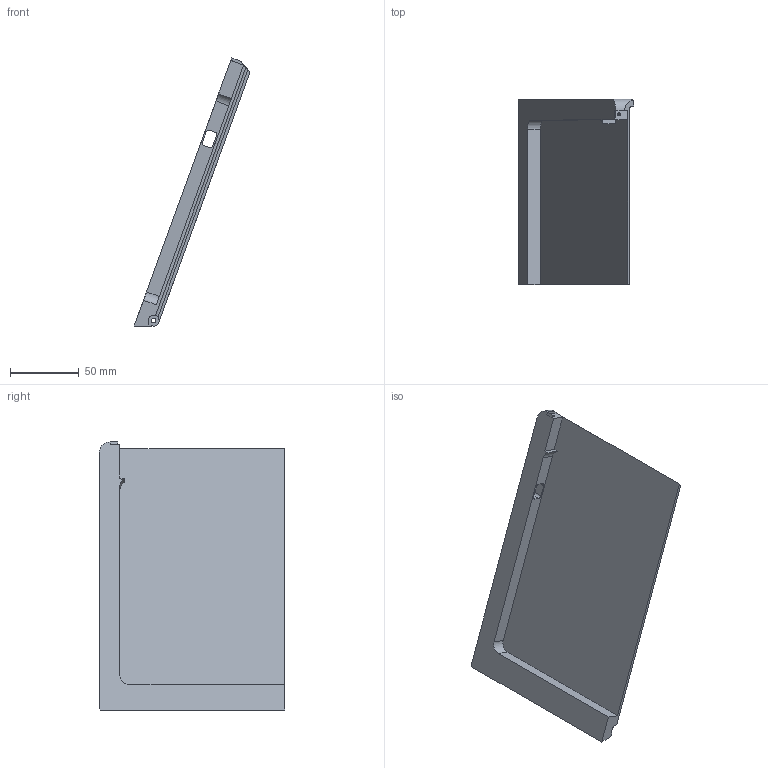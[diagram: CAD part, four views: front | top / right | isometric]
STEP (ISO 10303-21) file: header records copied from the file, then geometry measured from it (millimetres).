
FILE_DESCRIPTION(/* description */ (''),/* implementation_level */ '2;1');
FILE_NAME(/* name */ 'back12.step',/* time_stamp */ '2020-12-18T16:22:24+06:00',/* author */ (''),/* organization */ (''),/* preprocessor_version */ 'ST-DEVELOPER v18.1',/* originating_system */ 'Autodesk Translation Framework v9.7.1.1290',/* authorisation */ '');
FILE_SCHEMA (('AUTOMOTIVE_DESIGN { 1 0 10303 214 3 1 1 }'));
Length unit declared in the file: millimetre
Products named in the file (1): back12
Bounding box: 84.39 x 135 x 195.47 mm (x, y, z)
Volume: 107628.3 mm3; surface area: 65702.6 mm2
Topology: 1 solids, 1 shells, 91 faces, 261 edges, 173 vertices
Faces by surface type: cylinder 54, plane 33, bspline 2, cone 2
Full cylindrical faces by diameter (mm): 1.623 x9, 2.074 x5, 3.4 x1
Entity records: 5408 total; most frequent: CARTESIAN_POINT 3131, ORIENTED_EDGE 522, DIRECTION 384, EDGE_CURVE 261, VERTEX_POINT 173, LINE 136, VECTOR 136, AXIS2_PLACEMENT_3D 124
